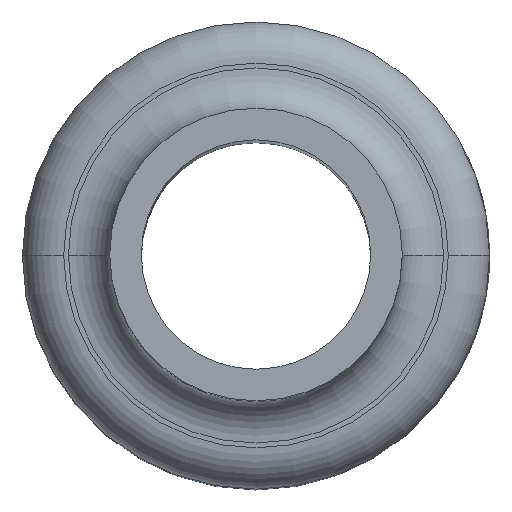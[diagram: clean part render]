
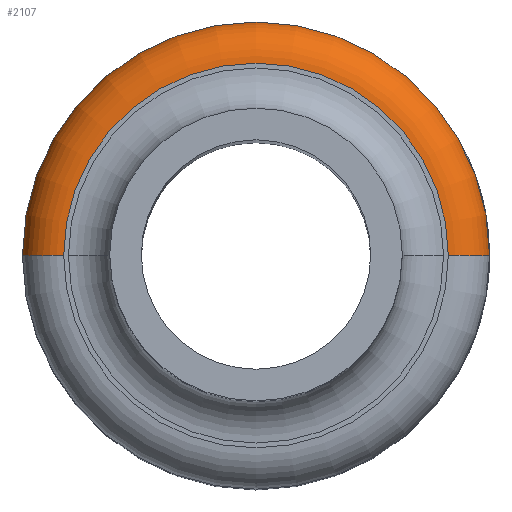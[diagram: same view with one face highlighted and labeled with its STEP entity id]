
A CAD part, top view. The second image highlights one B-rep face of the part: STEP entity #2107.
In plain terms, the highlighted toroidal (fillet/blend) face has major radius 14 mm and minor radius 3 mm.
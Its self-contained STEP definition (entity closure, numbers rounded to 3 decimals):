
#173 = AXIS2_PLACEMENT_3D ( 'NONE', #3992, #8026, #10312 ) ;
#817 = EDGE_CURVE ( 'NONE', #9477, #19447, #7943, .T. ) ;
#1297 = AXIS2_PLACEMENT_3D ( 'NONE', #18683, #1957, #14503 ) ;
#1625 = ORIENTED_EDGE ( 'NONE', *, *, #817, .T. ) ;
#1957 = DIRECTION ( 'NONE',  ( 0., 0., 1. ) ) ;
#2107 = ADVANCED_FACE ( 'NONE', ( #13456 ), #18755, .T. ) ;
#2396 = AXIS2_PLACEMENT_3D ( 'NONE', #20176, #15601, #21680 ) ;
#3564 = CIRCLE ( 'NONE', #22933, 3. ) ;
#3992 = CARTESIAN_POINT ( 'NONE',  ( 0., 0., -43. ) ) ;
#5221 = EDGE_CURVE ( 'NONE', #9477, #16075, #25403, .T. ) ;
#5518 = EDGE_LOOP ( 'NONE', ( #8628, #1625, #24096, #7275 ) ) ;
#6335 = CARTESIAN_POINT ( 'NONE',  ( -17., 0., -43. ) ) ;
#6934 = CARTESIAN_POINT ( 'NONE',  ( 17., 0., -43. ) ) ;
#7176 = CARTESIAN_POINT ( 'NONE',  ( 14., 0., -40. ) ) ;
#7275 = ORIENTED_EDGE ( 'NONE', *, *, #17067, .F. ) ;
#7943 = CIRCLE ( 'NONE', #18267, 3. ) ;
#8026 = DIRECTION ( 'NONE',  ( 0., 0., -1. ) ) ;
#8628 = ORIENTED_EDGE ( 'NONE', *, *, #5221, .F. ) ;
#9364 = DIRECTION ( 'NONE',  ( 0., -1., 0. ) ) ;
#9477 = VERTEX_POINT ( 'NONE', #7176 ) ;
#10153 = CARTESIAN_POINT ( 'NONE',  ( -14., 0., -40. ) ) ;
#10312 = DIRECTION ( 'NONE',  ( -1., 0., 0. ) ) ;
#11885 = DIRECTION ( 'NONE',  ( -1., 0., 0. ) ) ;
#13456 = FACE_OUTER_BOUND ( 'NONE', #5518, .T. ) ;
#13516 = CARTESIAN_POINT ( 'NONE',  ( 14., 0., -43. ) ) ;
#14503 = DIRECTION ( 'NONE',  ( -1., 0., 0. ) ) ;
#15601 = DIRECTION ( 'NONE',  ( 0., 0., -1. ) ) ;
#16075 = VERTEX_POINT ( 'NONE', #10153 ) ;
#17067 = EDGE_CURVE ( 'NONE', #16075, #25974, #3564, .T. ) ;
#18267 = AXIS2_PLACEMENT_3D ( 'NONE', #13516, #22127, #11885 ) ;
#18683 = CARTESIAN_POINT ( 'NONE',  ( 0., 0., -40. ) ) ;
#18755 = TOROIDAL_SURFACE ( 'NONE', #2396, 14., 3. ) ;
#19384 = EDGE_CURVE ( 'NONE', #25974, #19447, #24260, .T. ) ;
#19447 = VERTEX_POINT ( 'NONE', #6934 ) ;
#20176 = CARTESIAN_POINT ( 'NONE',  ( 0., 0., -43. ) ) ;
#21680 = DIRECTION ( 'NONE',  ( -1., 0., 0. ) ) ;
#22127 = DIRECTION ( 'NONE',  ( 0., 1., 0. ) ) ;
#22933 = AXIS2_PLACEMENT_3D ( 'NONE', #23778, #9364, #23247 ) ;
#23247 = DIRECTION ( 'NONE',  ( 0., 0., -1. ) ) ;
#23778 = CARTESIAN_POINT ( 'NONE',  ( -14., 0., -43. ) ) ;
#24096 = ORIENTED_EDGE ( 'NONE', *, *, #19384, .F. ) ;
#24260 = CIRCLE ( 'NONE', #173, 17. ) ;
#25403 = CIRCLE ( 'NONE', #1297, 14. ) ;
#25974 = VERTEX_POINT ( 'NONE', #6335 ) ;
